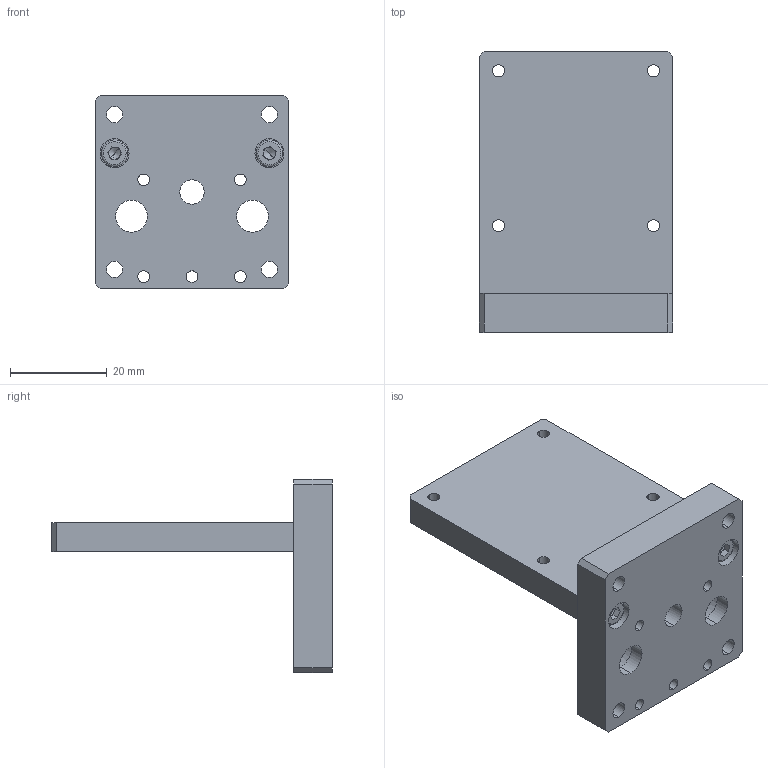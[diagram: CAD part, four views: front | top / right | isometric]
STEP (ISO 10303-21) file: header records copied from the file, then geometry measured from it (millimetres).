
FILE_DESCRIPTION (( 'STEP AP203' ), '1' );
FILE_NAME ('PHOB-S40.step', '2019-05-08T10:23:22', ( '' ), ( '' ), 'SwSTEP 2.0', 'SolidWorks 2017', '' );
FILE_SCHEMA (( 'CONFIG_CONTROL_DESIGN' ));
Length unit declared in the file: millimetre
Products named in the file (1): PHOB-S40
Bounding box: 40 x 58 x 40 mm (x, y, z)
Surface area: 10721.6 mm2 (no closed solid volume)
Topology: 0 solids, 8 shells, 129 faces, 599 edges, 478 vertices
Faces by surface type: plane 63, cylinder 58, torus 4, cone 4
Entity records: 6173 total; most frequent: CARTESIAN_POINT 1203, DIRECTION 1003, ORIENTED_EDGE 862, EDGE_CURVE 595, VERTEX_POINT 478, LINE 447, VECTOR 447, AXIS2_PLACEMENT_3D 278
